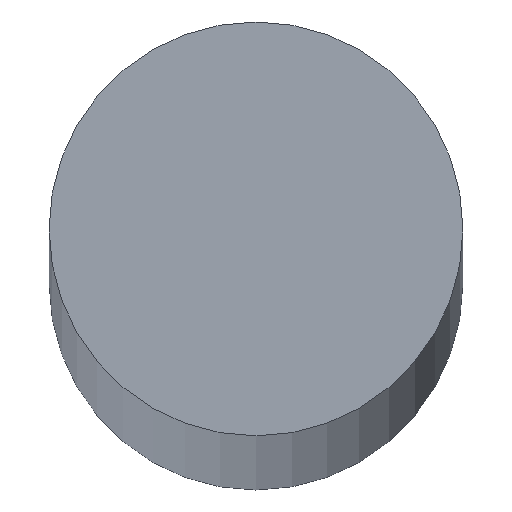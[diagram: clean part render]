
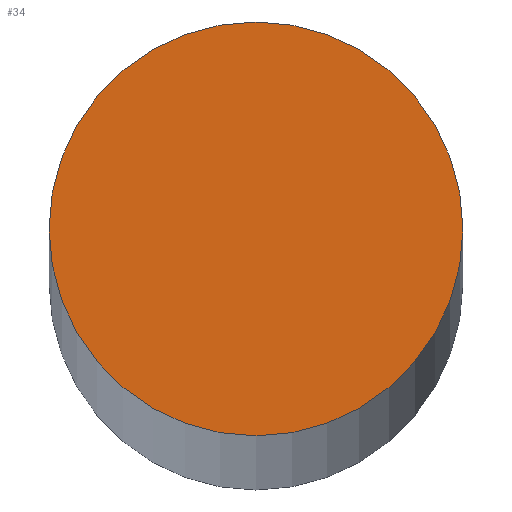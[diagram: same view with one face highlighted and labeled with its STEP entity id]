
A CAD part, top view. The second image highlights one B-rep face of the part: STEP entity #34.
In plain terms, the highlighted planar face has unit normal (0, 0, 1).
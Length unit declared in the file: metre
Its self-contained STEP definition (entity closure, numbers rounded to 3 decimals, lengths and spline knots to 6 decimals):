
#34 = ADVANCED_FACE( '', ( #62 ), #63, .T. );
#62 = FACE_OUTER_BOUND( '', #84, .T. );
#63 = PLANE( '', #85 );
#84 = EDGE_LOOP( '', ( #100 ) );
#85 = AXIS2_PLACEMENT_3D( '', #101, #102, #103 );
#100 = ORIENTED_EDGE( '', *, *, #25837, .T. );
#101 = CARTESIAN_POINT( '', ( 0., 0., 0.3 ) );
#102 = DIRECTION( '', ( 0., 0., 1. ) );
#103 = DIRECTION( '', ( 1., 0., 0. ) );
#25837 = EDGE_CURVE( '', #25843, #25843, #25844, .T. );
#25843 = VERTEX_POINT( '', #25850 );
#25844 = CIRCLE( '', #25851, 0.002 );
#25850 = CARTESIAN_POINT( '', ( 0.002, 0., 0.3 ) );
#25851 = AXIS2_PLACEMENT_3D( '', #25856, #25857, #25858 );
#25856 = CARTESIAN_POINT( '', ( 0., 0., 0.3 ) );
#25857 = DIRECTION( '', ( 0., 0., 1. ) );
#25858 = DIRECTION( '', ( 1., 0., 0. ) );
